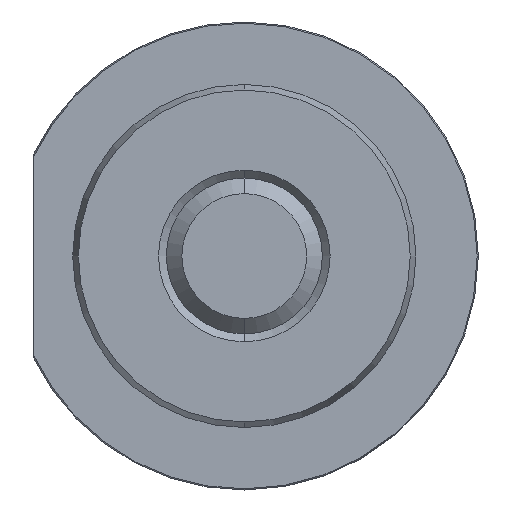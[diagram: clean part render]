
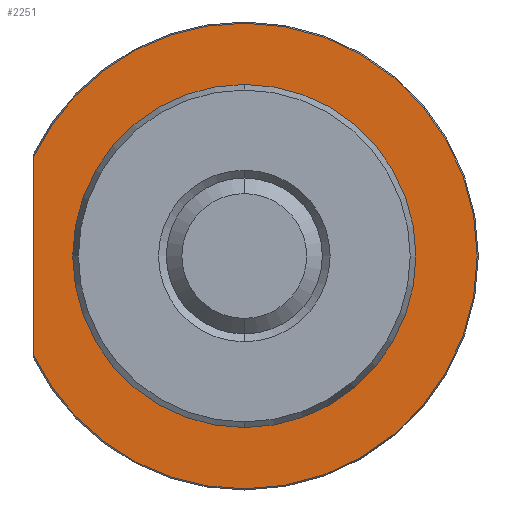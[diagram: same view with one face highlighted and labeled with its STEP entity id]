
A CAD part, left-side view. The second image highlights one B-rep face of the part: STEP entity #2251.
In plain terms, the highlighted planar face has unit normal (-1, 0, 0).
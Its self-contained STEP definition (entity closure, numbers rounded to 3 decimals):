
#76 = CIRCLE ( 'NONE', #2107, 11. ) ;
#83 = LINE ( 'NONE', #1483, #84 ) ;
#84 = VECTOR ( 'NONE', #1484, 1000. ) ;
#91 = CIRCLE ( 'NONE', #2114, 11. ) ;
#95 = CIRCLE ( 'NONE', #2104, 14.927 ) ;
#272 = FACE_BOUND ( 'NONE', #534, .T. ) ;
#298 = FACE_OUTER_BOUND ( 'NONE', #547, .T. ) ;
#465 = ORIENTED_EDGE ( 'NONE', *, *, #2785, .T. ) ;
#466 = ORIENTED_EDGE ( 'NONE', *, *, #2024, .T. ) ;
#467 = ORIENTED_EDGE ( 'NONE', *, *, #2190, .T. ) ;
#487 = ORIENTED_EDGE ( 'NONE', *, *, #2791, .F. ) ;
#496 = ORIENTED_EDGE ( 'NONE', *, *, #2795, .T. ) ;
#499 = ORIENTED_EDGE ( 'NONE', *, *, #2778, .F. ) ;
#534 = EDGE_LOOP ( 'NONE', ( #499, #487 ) ) ;
#547 = EDGE_LOOP ( 'NONE', ( #496, #466, #467, #465 ) ) ;
#673 = VERTEX_POINT ( 'NONE', #782 ) ;
#674 = VERTEX_POINT ( 'NONE', #783 ) ;
#677 = VERTEX_POINT ( 'NONE', #786 ) ;
#695 = VERTEX_POINT ( 'NONE', #804 ) ;
#696 = VERTEX_POINT ( 'NONE', #805 ) ;
#701 = VERTEX_POINT ( 'NONE', #810 ) ;
#782 = CARTESIAN_POINT ( 'NONE',  ( 22., 0., 14.927 ) ) ;
#783 = CARTESIAN_POINT ( 'NONE',  ( 22., 13.5, 6.37 ) ) ;
#786 = CARTESIAN_POINT ( 'NONE',  ( 22., 0., -14.927 ) ) ;
#804 = CARTESIAN_POINT ( 'NONE',  ( 22., 0., 11. ) ) ;
#805 = CARTESIAN_POINT ( 'NONE',  ( 22., 0., -11. ) ) ;
#810 = CARTESIAN_POINT ( 'NONE',  ( 22., 13.5, -6.37 ) ) ;
#844 = CARTESIAN_POINT ( 'NONE',  ( 22., 0., 0. ) ) ;
#845 = DIRECTION ( 'NONE',  ( -1., 0., 0. ) ) ;
#846 = DIRECTION ( 'NONE',  ( 0., 0., -1. ) ) ;
#850 = CARTESIAN_POINT ( 'NONE',  ( 22., 0., 0. ) ) ;
#852 = DIRECTION ( 'NONE',  ( -1., 0., 0. ) ) ;
#853 = DIRECTION ( 'NONE',  ( 0., 0., -1. ) ) ;
#1087 = CARTESIAN_POINT ( 'NONE',  ( 22., 11., 0. ) ) ;
#1088 = PLANE ( 'NONE',  #2027 ) ;
#1089 = DIRECTION ( 'NONE',  ( 1., 0., 0. ) ) ;
#1090 = DIRECTION ( 'NONE',  ( 0., 0., -1. ) ) ;
#1448 = CARTESIAN_POINT ( 'NONE',  ( 22., 0., 0. ) ) ;
#1466 = DIRECTION ( 'NONE',  ( -1., 0., 0. ) ) ;
#1467 = DIRECTION ( 'NONE',  ( 0., 0., 1. ) ) ;
#1483 = CARTESIAN_POINT ( 'NONE',  ( 22., 13.5, 0. ) ) ;
#1484 = DIRECTION ( 'NONE',  ( 0., 0., -1. ) ) ;
#1494 = CARTESIAN_POINT ( 'NONE',  ( 22., 0., 0. ) ) ;
#1501 = DIRECTION ( 'NONE',  ( -1., 0., 0. ) ) ;
#1502 = DIRECTION ( 'NONE',  ( 0., 0., 1. ) ) ;
#1511 = CARTESIAN_POINT ( 'NONE',  ( 22., 0., 0. ) ) ;
#1513 = DIRECTION ( 'NONE',  ( -1., 0., 0. ) ) ;
#1514 = DIRECTION ( 'NONE',  ( 0., 0., -1. ) ) ;
#2024 = EDGE_CURVE ( 'NONE', #677, #673, #2507, .T. ) ;
#2027 = AXIS2_PLACEMENT_3D ( 'NONE', #1087, #1089, #1090 ) ;
#2104 = AXIS2_PLACEMENT_3D ( 'NONE', #1511, #1513, #1514 ) ;
#2107 = AXIS2_PLACEMENT_3D ( 'NONE', #1448, #1466, #1467 ) ;
#2114 = AXIS2_PLACEMENT_3D ( 'NONE', #1494, #1501, #1502 ) ;
#2190 = EDGE_CURVE ( 'NONE', #673, #674, #2513, .T. ) ;
#2251 = ADVANCED_FACE ( 'NONE', ( #298, #272 ), #1088, .F. ) ;
#2507 = CIRCLE ( 'NONE', #2698, 14.927 ) ;
#2513 = CIRCLE ( 'NONE', #2699, 14.927 ) ;
#2698 = AXIS2_PLACEMENT_3D ( 'NONE', #844, #845, #846 ) ;
#2699 = AXIS2_PLACEMENT_3D ( 'NONE', #850, #852, #853 ) ;
#2778 = EDGE_CURVE ( 'NONE', #695, #696, #76, .T. ) ;
#2785 = EDGE_CURVE ( 'NONE', #674, #701, #83, .T. ) ;
#2791 = EDGE_CURVE ( 'NONE', #696, #695, #91, .T. ) ;
#2795 = EDGE_CURVE ( 'NONE', #701, #677, #95, .T. ) ;
